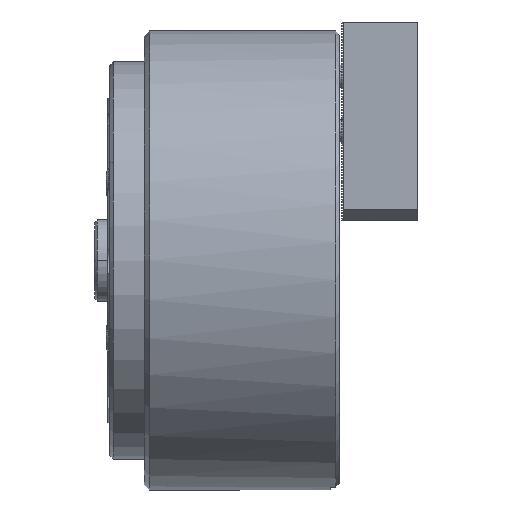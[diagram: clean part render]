
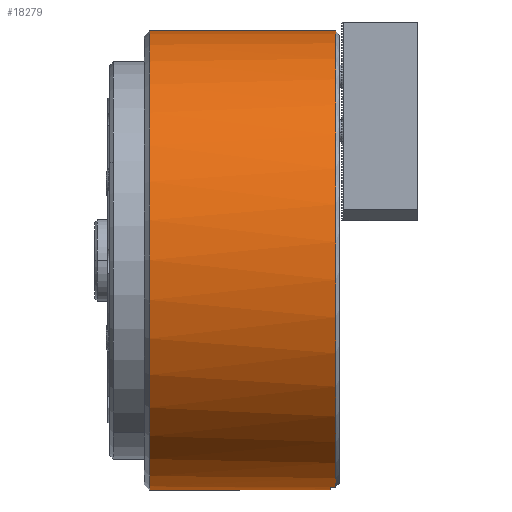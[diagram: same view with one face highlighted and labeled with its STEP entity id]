
A CAD part, top view. The second image highlights one B-rep face of the part: STEP entity #18279.
In plain terms, the highlighted cylindrical face has radius 127 mm (diameter 254 mm), a partial arc.
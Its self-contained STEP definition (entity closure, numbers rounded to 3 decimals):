
#492 = DIRECTION ( 'NONE',  ( 1., 0., 0. ) ) ;
#888 = VERTEX_POINT ( 'NONE', #5960 ) ;
#2188 = DIRECTION ( 'NONE',  ( 0., 1., 0. ) ) ;
#2533 = CARTESIAN_POINT ( 'NONE',  ( -43.5, 127., 0. ) ) ;
#2644 = AXIS2_PLACEMENT_3D ( 'NONE', #12422, #492, #3463 ) ;
#3463 = DIRECTION ( 'NONE',  ( 0., 1., 0. ) ) ;
#4341 = ORIENTED_EDGE ( 'NONE', *, *, #31187, .F. ) ;
#4429 = FACE_OUTER_BOUND ( 'NONE', #32249, .T. ) ;
#5234 = CIRCLE ( 'NONE', #12489, 127. ) ;
#5960 = CARTESIAN_POINT ( 'NONE',  ( 56.5, -125.415, 20. ) ) ;
#7978 = VERTEX_POINT ( 'NONE', #10733 ) ;
#9046 = LINE ( 'NONE', #27928, #16978 ) ;
#10324 = AXIS2_PLACEMENT_3D ( 'NONE', #13753, #34598, #16758 ) ;
#10733 = CARTESIAN_POINT ( 'NONE',  ( 59.5, -125.415, 20. ) ) ;
#11111 = VECTOR ( 'NONE', #18599, 1000. ) ;
#12422 = CARTESIAN_POINT ( 'NONE',  ( 155.662, 0., 0. ) ) ;
#12489 = AXIS2_PLACEMENT_3D ( 'NONE', #37819, #19984, #2188 ) ;
#12814 = EDGE_CURVE ( 'NONE', #24816, #13745, #22038, .T. ) ;
#13188 = ORIENTED_EDGE ( 'NONE', *, *, #27436, .F. ) ;
#13395 = ORIENTED_EDGE ( 'NONE', *, *, #19148, .F. ) ;
#13745 = VERTEX_POINT ( 'NONE', #25400 ) ;
#13753 = CARTESIAN_POINT ( 'NONE',  ( 59.5, 0., 0. ) ) ;
#15020 = DIRECTION ( 'NONE',  ( 1., 0., 0. ) ) ;
#15138 = CARTESIAN_POINT ( 'NONE',  ( 155.662, -127., 0. ) ) ;
#16758 = DIRECTION ( 'NONE',  ( 0., 1., 0. ) ) ;
#16978 = VECTOR ( 'NONE', #33872, 1000. ) ;
#17137 = ORIENTED_EDGE ( 'NONE', *, *, #35482, .T. ) ;
#17778 = CARTESIAN_POINT ( 'NONE',  ( -43.5, 0., 0. ) ) ;
#18279 = ADVANCED_FACE ( 'NONE', ( #4429 ), #19854, .T. ) ;
#18599 = DIRECTION ( 'NONE',  ( 1., 0., 0. ) ) ;
#19148 = EDGE_CURVE ( 'NONE', #30775, #7978, #36565, .T. ) ;
#19854 = CYLINDRICAL_SURFACE ( 'NONE', #2644, 127. ) ;
#19984 = DIRECTION ( 'NONE',  ( -1., 0., 0. ) ) ;
#20662 = VERTEX_POINT ( 'NONE', #2533 ) ;
#20783 = DIRECTION ( 'NONE',  ( 0., 1., 0. ) ) ;
#22038 = LINE ( 'NONE', #15138, #29994 ) ;
#22222 = CARTESIAN_POINT ( 'NONE',  ( -43.5, -127., 0. ) ) ;
#24816 = VERTEX_POINT ( 'NONE', #22222 ) ;
#25400 = CARTESIAN_POINT ( 'NONE',  ( 56.5, -127., 0. ) ) ;
#25555 = ORIENTED_EDGE ( 'NONE', *, *, #28887, .T. ) ;
#26257 = ORIENTED_EDGE ( 'NONE', *, *, #12814, .T. ) ;
#27436 = EDGE_CURVE ( 'NONE', #7978, #888, #9046, .T. ) ;
#27928 = CARTESIAN_POINT ( 'NONE',  ( 155.662, -125.415, 20. ) ) ;
#28285 = CARTESIAN_POINT ( 'NONE',  ( 59.5, 127., 0. ) ) ;
#28887 = EDGE_CURVE ( 'NONE', #13745, #888, #5234, .T. ) ;
#29994 = VECTOR ( 'NONE', #35999, 1000. ) ;
#30775 = VERTEX_POINT ( 'NONE', #28285 ) ;
#31187 = EDGE_CURVE ( 'NONE', #20662, #30775, #34856, .T. ) ;
#32249 = EDGE_LOOP ( 'NONE', ( #17137, #26257, #25555, #13188, #13395, #4341 ) ) ;
#33432 = CARTESIAN_POINT ( 'NONE',  ( 155.662, 127., 0. ) ) ;
#33872 = DIRECTION ( 'NONE',  ( -1., 0., 0. ) ) ;
#34598 = DIRECTION ( 'NONE',  ( 1., 0., 0. ) ) ;
#34856 = LINE ( 'NONE', #33432, #11111 ) ;
#34905 = AXIS2_PLACEMENT_3D ( 'NONE', #17778, #15020, #20783 ) ;
#35482 = EDGE_CURVE ( 'NONE', #20662, #24816, #38513, .T. ) ;
#35999 = DIRECTION ( 'NONE',  ( 1., 0., 0. ) ) ;
#36565 = CIRCLE ( 'NONE', #10324, 127. ) ;
#37819 = CARTESIAN_POINT ( 'NONE',  ( 56.5, 0., 0. ) ) ;
#38513 = CIRCLE ( 'NONE', #34905, 127. ) ;
